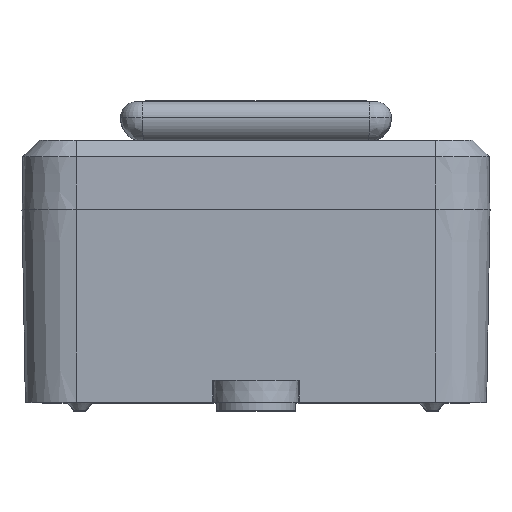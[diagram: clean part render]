
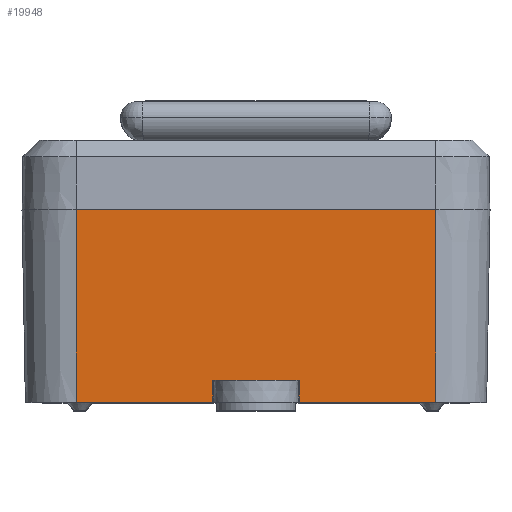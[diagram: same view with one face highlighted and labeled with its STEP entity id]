
A CAD part, top view. The second image highlights one B-rep face of the part: STEP entity #19948.
In plain terms, the highlighted face is planar.
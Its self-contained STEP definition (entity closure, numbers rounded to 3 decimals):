
#29 = VERTEX_POINT ( 'NONE', #3153 ) ;
#137 = VERTEX_POINT ( 'NONE', #4871 ) ;
#605 = VECTOR ( 'NONE', #3284, 1000. ) ;
#699 = LINE ( 'NONE', #2420, #20195 ) ;
#783 = CARTESIAN_POINT ( 'NONE',  ( 33.2, -42.579, -35.6 ) ) ;
#871 = ORIENTED_EDGE ( 'NONE', *, *, #10882, .T. ) ;
#1118 = CARTESIAN_POINT ( 'NONE',  ( -33.2, -42.579, -35.6 ) ) ;
#1189 = EDGE_CURVE ( 'NONE', #16123, #19300, #19583, .T. ) ;
#1422 = VERTEX_POINT ( 'NONE', #17162 ) ;
#1771 = DIRECTION ( 'NONE',  ( 1., 0., 0. ) ) ;
#1993 = DIRECTION ( 'NONE',  ( 0., -0.017, 1. ) ) ;
#2420 = CARTESIAN_POINT ( 'NONE',  ( 7.416, -43.212, 0.709 ) ) ;
#2439 = ORIENTED_EDGE ( 'NONE', *, *, #17619, .T. ) ;
#2538 = CARTESIAN_POINT ( 'NONE',  ( 33.2, -43.2, 0. ) ) ;
#2558 = AXIS2_PLACEMENT_3D ( 'NONE', #5232, #10884, #10639 ) ;
#3153 = CARTESIAN_POINT ( 'NONE',  ( 7.98, -42.648, -31.6 ) ) ;
#3284 = DIRECTION ( 'NONE',  ( 1., 0., 0. ) ) ;
#3432 = PLANE ( 'NONE',  #2558 ) ;
#4871 = CARTESIAN_POINT ( 'NONE',  ( -8.05, -42.579, -35.6 ) ) ;
#5232 = CARTESIAN_POINT ( 'NONE',  ( -33.2, -43.2, 0. ) ) ;
#5233 = VECTOR ( 'NONE', #23457, 1000. ) ;
#6261 = DIRECTION ( 'NONE',  ( 0.017, 0.017, -1. ) ) ;
#7074 = EDGE_CURVE ( 'NONE', #1422, #29, #11962, .T. ) ;
#7191 = VERTEX_POINT ( 'NONE', #1118 ) ;
#7328 = CARTESIAN_POINT ( 'NONE',  ( -33.2, -43.2, 0. ) ) ;
#7408 = LINE ( 'NONE', #8851, #10249 ) ;
#8851 = CARTESIAN_POINT ( 'NONE',  ( -33.2, -43.2, 0. ) ) ;
#8970 = EDGE_CURVE ( 'NONE', #137, #1422, #21981, .T. ) ;
#9083 = ORIENTED_EDGE ( 'NONE', *, *, #20316, .F. ) ;
#9209 = ORIENTED_EDGE ( 'NONE', *, *, #7074, .T. ) ;
#9386 = EDGE_CURVE ( 'NONE', #7191, #137, #13200, .T. ) ;
#9875 = DIRECTION ( 'NONE',  ( 0., -0.017, 1. ) ) ;
#10229 = ORIENTED_EDGE ( 'NONE', *, *, #22541, .F. ) ;
#10249 = VECTOR ( 'NONE', #1993, 1000. ) ;
#10290 = CARTESIAN_POINT ( 'NONE',  ( -33.2, -42.648, -31.6 ) ) ;
#10639 = DIRECTION ( 'NONE',  ( 0., 0.017, -1. ) ) ;
#10787 = VECTOR ( 'NONE', #22224, 1000. ) ;
#10882 = EDGE_CURVE ( 'NONE', #19300, #14445, #19021, .T. ) ;
#10884 = DIRECTION ( 'NONE',  ( 0., -1., -0.017 ) ) ;
#11167 = ORIENTED_EDGE ( 'NONE', *, *, #9386, .T. ) ;
#11178 = VERTEX_POINT ( 'NONE', #7328 ) ;
#11962 = LINE ( 'NONE', #10290, #19183 ) ;
#12091 = DIRECTION ( 'NONE',  ( 1., 0., 0. ) ) ;
#12716 = VECTOR ( 'NONE', #1771, 1000. ) ;
#12758 = VECTOR ( 'NONE', #9875, 1000. ) ;
#13102 = CARTESIAN_POINT ( 'NONE',  ( -33.2, -43.2, 0. ) ) ;
#13200 = LINE ( 'NONE', #18271, #12716 ) ;
#13302 = CARTESIAN_POINT ( 'NONE',  ( 33.2, -43.2, 0. ) ) ;
#14445 = VERTEX_POINT ( 'NONE', #13302 ) ;
#14485 = FACE_OUTER_BOUND ( 'NONE', #18359, .T. ) ;
#15914 = LINE ( 'NONE', #13102, #605 ) ;
#15975 = CARTESIAN_POINT ( 'NONE',  ( -33.2, -42.579, -35.6 ) ) ;
#16123 = VERTEX_POINT ( 'NONE', #19431 ) ;
#17162 = CARTESIAN_POINT ( 'NONE',  ( -7.98, -42.648, -31.6 ) ) ;
#17619 = EDGE_CURVE ( 'NONE', #29, #16123, #699, .T. ) ;
#18271 = CARTESIAN_POINT ( 'NONE',  ( -33.2, -42.579, -35.6 ) ) ;
#18359 = EDGE_LOOP ( 'NONE', ( #9209, #2439, #19185, #871, #9083, #10229, #11167, #22423 ) ) ;
#19021 = LINE ( 'NONE', #2538, #12758 ) ;
#19183 = VECTOR ( 'NONE', #12091, 1000. ) ;
#19185 = ORIENTED_EDGE ( 'NONE', *, *, #1189, .T. ) ;
#19300 = VERTEX_POINT ( 'NONE', #783 ) ;
#19431 = CARTESIAN_POINT ( 'NONE',  ( 8.05, -42.579, -35.6 ) ) ;
#19583 = LINE ( 'NONE', #15975, #5233 ) ;
#19948 = ADVANCED_FACE ( 'NONE', ( #14485 ), #3432, .T. ) ;
#20195 = VECTOR ( 'NONE', #6261, 1000. ) ;
#20288 = CARTESIAN_POINT ( 'NONE',  ( -7.436, -43.192, -0.45 ) ) ;
#20316 = EDGE_CURVE ( 'NONE', #11178, #14445, #15914, .T. ) ;
#21981 = LINE ( 'NONE', #20288, #10787 ) ;
#22224 = DIRECTION ( 'NONE',  ( 0.017, -0.017, 1. ) ) ;
#22423 = ORIENTED_EDGE ( 'NONE', *, *, #8970, .T. ) ;
#22541 = EDGE_CURVE ( 'NONE', #7191, #11178, #7408, .T. ) ;
#23457 = DIRECTION ( 'NONE',  ( 1., 0., 0. ) ) ;
